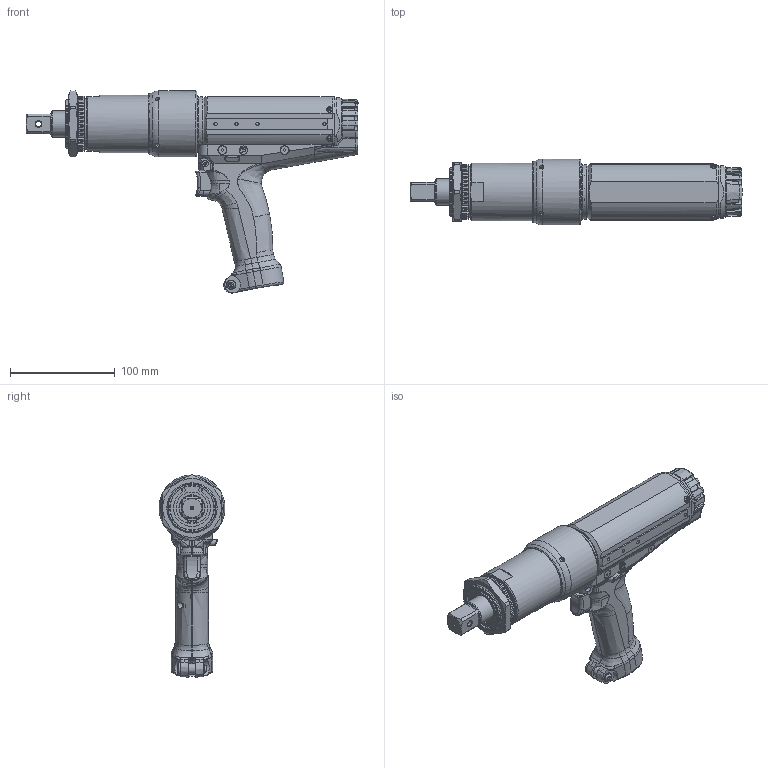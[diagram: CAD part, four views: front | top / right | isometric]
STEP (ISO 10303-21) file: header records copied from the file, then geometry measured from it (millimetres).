
FILE_DESCRIPTION(/* description */ (''),/* implementation_level */ '2;1');
FILE_NAME(/* name */ 'HFT-200M120-P1(DS-H044+B)_OUTLINE.stp',/* time_stamp */ '2023-04-14T17:16:35+09:00',/* author */ ('y-mizuno'),/* organization */ (''),/* preprocessor_version */ 'ST-DEVELOPER v19.2',/* originating_system */ 'Autodesk Inventor 2023',/* authorisation */ '');
FILE_SCHEMA (('CONFIG_CONTROL_DESIGN'));
Length unit declared in the file: millimetre
Products named in the file (1): HFT-200M120-P1(DS-H044+B)_OUTLINE
Bounding box: 317 x 63 x 192.94 mm (x, y, z)
Volume: 871389.9 mm3; surface area: 126801.2 mm2
Topology: 1 solids, 20 shells, 1798 faces, 5007 edges, 3240 vertices
Faces by surface type: plane 758, cylinder 392, bspline 311, cone 229, torus 70, sphere 38
Full cylindrical faces by diameter (mm): 1 x24, 1.3 x2, 1.6 x7, 2.459 x4, 2.5 x2, 3 x1, 3.242 x9, 3.3 x4, 3.5 x1, 4 x2, 4.5 x2, 4.6 x4, 5.5 x8, 5.8 x4, 6 x11, 8 x6, 8.5 x4, 9 x1, 10 x1, 12 x1, 21.4 x1, 23.9 x1, 24 x1, 25 x1, 25.8 x1, 30 x1, 42 x1, 44.5 x1, 46 x2, 48 x2
Entity records: 90573 total; most frequent: CARTESIAN_POINT 45528, ORIENTED_EDGE 9924, DIRECTION 8011, EDGE_CURVE 4962, VERTEX_POINT 3240, AXIS2_PLACEMENT_3D 3014, LINE 1983, VECTOR 1983
